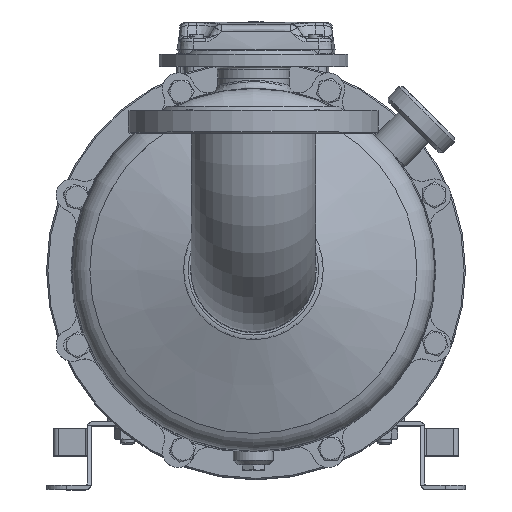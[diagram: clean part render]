
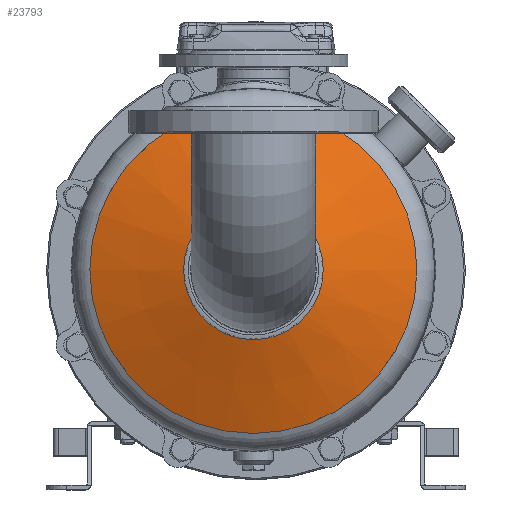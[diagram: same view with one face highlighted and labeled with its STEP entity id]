
A CAD part, top view. The second image highlights one B-rep face of the part: STEP entity #23793.
In plain terms, the highlighted conical face has half-angle 70 degrees and reference radius 86.332 mm.
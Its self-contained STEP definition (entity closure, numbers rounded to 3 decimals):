
#23793=ADVANCED_FACE('',(#48277,#48279),#48281,.T.);
#48277=FACE_OUTER_BOUND('',#48278,.T.);
#48278=EDGE_LOOP('',(#61589));
#48279=FACE_OUTER_BOUND('',#48280,.T.);
#48280=EDGE_LOOP('',(#61590));
#48281=CONICAL_SURFACE('',#48282,86.332,1.222);
#48282=AXIS2_PLACEMENT_3D('',#48283,#48284,#48285);
#48283=CARTESIAN_POINT('',(-52.49,0.,0.));
#48284=DIRECTION('',(1.,0.,-0.));
#48285=DIRECTION('',(0.,1.,-0.));
#61589=ORIENTED_EDGE('',*,*,#67746,.T.);
#61590=ORIENTED_EDGE('',*,*,#67748,.F.);
#67746=EDGE_CURVE('',#77678,#77678,#77679,.T.);
#67748=EDGE_CURVE('',#77682,#77682,#77683,.T.);
#77678=VERTEX_POINT('',#116912);
#77679=CIRCLE('',#116913,121.007);
#77682=VERTEX_POINT('',#116922);
#77683=CIRCLE('',#116923,51.657);
#116912=CARTESIAN_POINT('',(-39.869,-121.008,0.));
#116913=AXIS2_PLACEMENT_3D('',#116914,#116915,#116916);
#116914=CARTESIAN_POINT('',(-39.869,0.,0.));
#116915=DIRECTION('',(-1.,0.,0.));
#116916=DIRECTION('',(0.,-1.,0.));
#116922=CARTESIAN_POINT('',(-65.111,-51.657,0.));
#116923=AXIS2_PLACEMENT_3D('',#116924,#116925,#116926);
#116924=CARTESIAN_POINT('',(-65.111,0.,0.));
#116925=DIRECTION('',(-1.,0.,0.));
#116926=DIRECTION('',(0.,-1.,0.));
